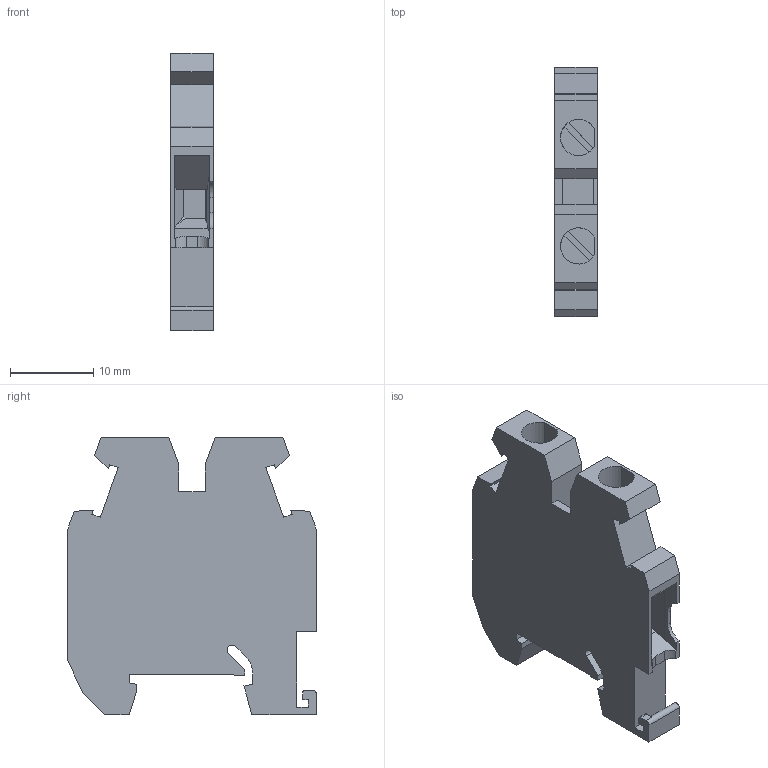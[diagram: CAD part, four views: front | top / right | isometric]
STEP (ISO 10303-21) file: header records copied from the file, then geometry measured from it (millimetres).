
FILE_DESCRIPTION(('Creo Elements/Direct Modeling STEP Export'),'2;1');
FILE_NAME('model.stp','2018-03-06T20:20:59',(''),(''),'Creo Elements/Direct Modeling STEP processor for AP214 (Solid Model)','Creo Elements/Direct Modeling 18.1I 14-Aug-2016 (C) Parametric Technology GmbH','');
FILE_SCHEMA(('AUTOMOTIVE_DESIGN { 1 0 10303 214 1 1 1 1 }'));
Length unit declared in the file: millimetre
Products named in the file (2): MUT_2.5_BU-select
Assembly tree (1 placements, depth 2):
  MUT_2.5_BU-select
    MUT_2.5_BU-select
Bounding box: 5.15 x 29.9 x 33.25 mm (x, y, z)
Volume: 3317.5 mm3; surface area: 3072.8 mm2
Topology: 1 solids, 1 shells, 119 faces, 345 edges, 230 vertices
Faces by surface type: plane 107, cylinder 12
Entity records: 4797 total; most frequent: ORIENTED_EDGE 690, CARTESIAN_POINT 680, DIRECTION 596, EDGE_CURVE 345, VECTOR 304, LINE 304, VERTEX_POINT 230, AXIS2_PLACEMENT_3D 146
